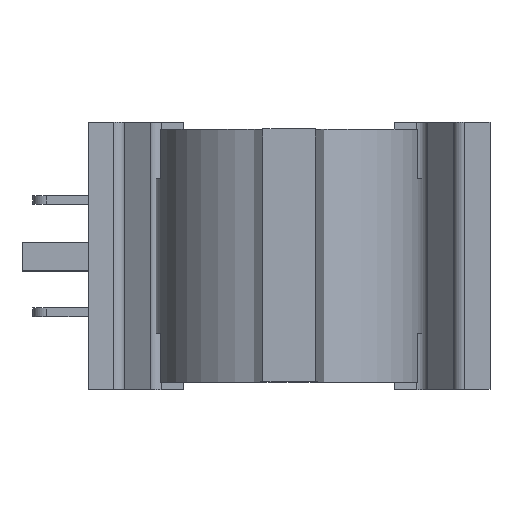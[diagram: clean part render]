
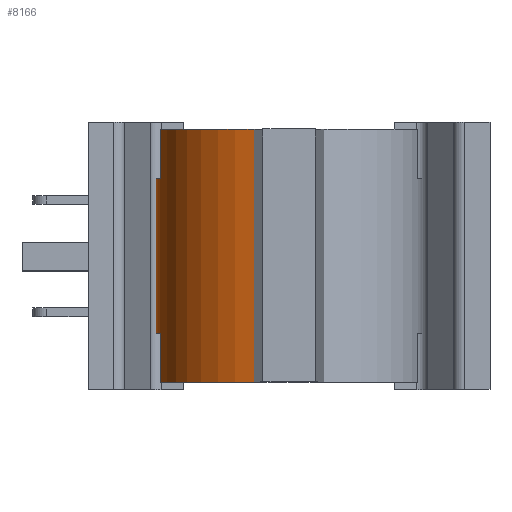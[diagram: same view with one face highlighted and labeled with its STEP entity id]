
A CAD part, top view. The second image highlights one B-rep face of the part: STEP entity #8166.
In plain terms, the highlighted cylindrical face has radius 6 mm (diameter 12 mm), a partial arc.
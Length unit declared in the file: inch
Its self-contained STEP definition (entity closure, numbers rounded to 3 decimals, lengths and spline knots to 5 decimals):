
#183=CYLINDRICAL_SURFACE('',#8794,0.23622);
#332=CIRCLE('',#8781,0.23622);
#335=CIRCLE('',#8792,0.23622);
#337=CIRCLE('',#8795,0.23622);
#338=CIRCLE('',#8796,0.23622);
#756=FACE_OUTER_BOUND('',#1210,.T.);
#1210=EDGE_LOOP('',(#7059,#7060,#7061,#7062,#7063,#7064,#7065,#7066));
#2121=LINE('',#13247,#3063);
#2129=LINE('',#13264,#3071);
#2136=LINE('',#13279,#3078);
#2142=LINE('',#13298,#3084);
#3063=VECTOR('',#10813,0.3937);
#3071=VECTOR('',#10827,0.3937);
#3078=VECTOR('',#10838,0.3937);
#3084=VECTOR('',#10856,0.3937);
#3804=VERTEX_POINT('',#13235);
#3805=VERTEX_POINT('',#13237);
#3808=VERTEX_POINT('',#13245);
#3811=VERTEX_POINT('',#13257);
#3814=VERTEX_POINT('',#13262);
#3820=VERTEX_POINT('',#13276);
#3826=VERTEX_POINT('',#13292);
#3827=VERTEX_POINT('',#13297);
#4911=EDGE_CURVE('',#3805,#3804,#332,.T.);
#4916=EDGE_CURVE('',#3808,#3804,#2121,.T.);
#4924=EDGE_CURVE('',#3811,#3814,#2129,.T.);
#4931=EDGE_CURVE('',#3820,#3805,#2136,.T.);
#4938=EDGE_CURVE('',#3808,#3826,#335,.T.);
#4940=EDGE_CURVE('',#3826,#3827,#2142,.T.);
#4941=EDGE_CURVE('',#3827,#3811,#337,.T.);
#4942=EDGE_CURVE('',#3814,#3820,#338,.T.);
#7059=ORIENTED_EDGE('',*,*,#4940,.T.);
#7060=ORIENTED_EDGE('',*,*,#4941,.T.);
#7061=ORIENTED_EDGE('',*,*,#4924,.T.);
#7062=ORIENTED_EDGE('',*,*,#4942,.T.);
#7063=ORIENTED_EDGE('',*,*,#4931,.T.);
#7064=ORIENTED_EDGE('',*,*,#4911,.T.);
#7065=ORIENTED_EDGE('',*,*,#4916,.F.);
#7066=ORIENTED_EDGE('',*,*,#4938,.T.);
#8166=ADVANCED_FACE('',(#756),#183,.T.);
#8781=AXIS2_PLACEMENT_3D('',#13238,#10804,#10805);
#8792=AXIS2_PLACEMENT_3D('',#13294,#10850,#10851);
#8794=AXIS2_PLACEMENT_3D('',#13296,#10854,#10855);
#8795=AXIS2_PLACEMENT_3D('',#13299,#10857,#10858);
#8796=AXIS2_PLACEMENT_3D('',#13300,#10859,#10860);
#10804=DIRECTION('center_axis',(0.,1.,0.));
#10805=DIRECTION('ref_axis',(-0.262,0.,0.965));
#10813=DIRECTION('',(0.,-1.,0.));
#10827=DIRECTION('',(0.,-1.,0.));
#10838=DIRECTION('',(0.,-1.,0.));
#10850=DIRECTION('center_axis',(0.,-1.,0.));
#10851=DIRECTION('ref_axis',(-0.262,0.,0.965));
#10854=DIRECTION('center_axis',(0.,-1.,0.));
#10855=DIRECTION('ref_axis',(-0.262,0.,0.965));
#10856=DIRECTION('',(0.,-1.,0.));
#10857=DIRECTION('center_axis',(0.,-1.,0.));
#10858=DIRECTION('ref_axis',(-0.262,0.,0.965));
#10859=DIRECTION('center_axis',(0.,1.,0.));
#10860=DIRECTION('ref_axis',(-0.262,0.,0.965));
#13235=CARTESIAN_POINT('',(-0.06181,-0.225,0.7013));
#13237=CARTESIAN_POINT('',(-0.22932,-0.225,0.53));
#13238=CARTESIAN_POINT('Origin',(0.,-0.225,0.47331));
#13245=CARTESIAN_POINT('',(-0.06181,0.225,0.7013));
#13247=CARTESIAN_POINT('',(-0.06181,0.,0.7013));
#13257=CARTESIAN_POINT('',(-0.23622,0.1374,0.47331));
#13262=CARTESIAN_POINT('',(-0.23622,-0.1374,0.47331));
#13264=CARTESIAN_POINT('',(-0.23622,0.,0.47331));
#13276=CARTESIAN_POINT('',(-0.22932,-0.1374,0.53));
#13279=CARTESIAN_POINT('',(-0.22932,0.,0.53));
#13292=CARTESIAN_POINT('',(-0.22932,0.225,0.53));
#13294=CARTESIAN_POINT('Origin',(0.,0.225,0.47331));
#13296=CARTESIAN_POINT('Origin',(0.,0.,
0.47331));
#13297=CARTESIAN_POINT('',(-0.22932,0.1374,0.53));
#13298=CARTESIAN_POINT('',(-0.22932,0.,0.53));
#13299=CARTESIAN_POINT('Origin',(0.,0.1374,
0.47331));
#13300=CARTESIAN_POINT('Origin',(0.,-0.1374,
0.47331));
